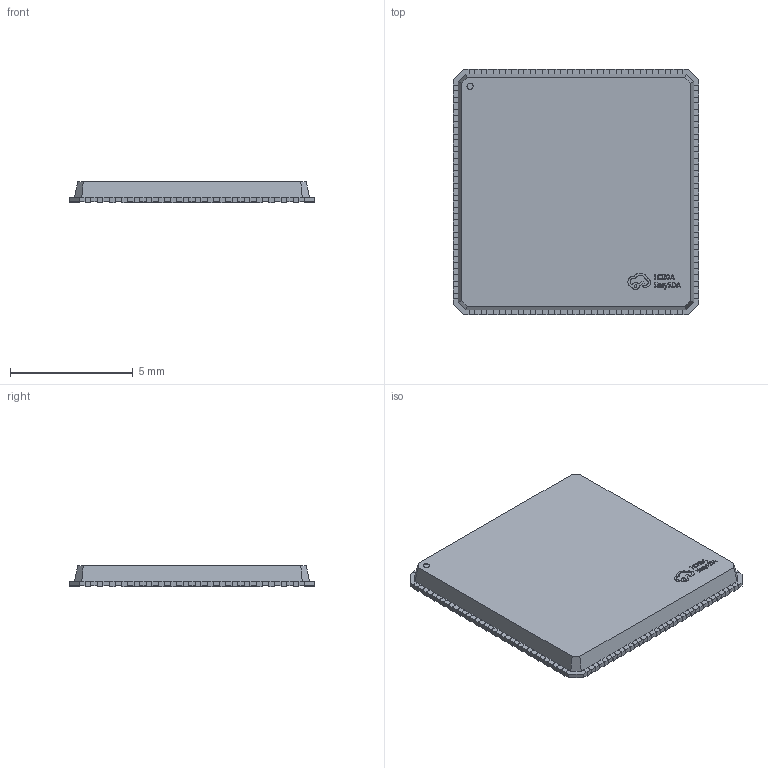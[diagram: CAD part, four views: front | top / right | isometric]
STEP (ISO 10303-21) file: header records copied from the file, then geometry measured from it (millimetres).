
FILE_DESCRIPTION (( 'STEP AP214' ), '1' );
FILE_NAME ('LFCSP-72_L10.0-W10.0-P0.50-LS10.2-BL-EP5.3.step', '2022-06-21T05:51:51', ( '' ), ( '' ), 'SwSTEP 2.0', 'SolidWorks 2020', '' );
FILE_SCHEMA (( 'AUTOMOTIVE_DESIGN' ));
Length unit declared in the file: millimetre
Products named in the file (1): LFCSP-72_L10.0-W10.0-P0.50-LS10.2-BL-EP5.3
Bounding box: 10.02 x 10.02 x 0.86 mm (x, y, z)
Volume: 76.1 mm3; surface area: 230 mm2
Topology: 1 solids, 1 shells, 905 faces, 2625 edges, 1750 vertices
Faces by surface type: plane 700, bspline 112, cylinder 93
Entity records: 40666 total; most frequent: CARTESIAN_POINT 7385, ORIENTED_EDGE 5250, DIRECTION 4171, EDGE_CURVE 2625, LINE 2211, VECTOR 2211, VERTEX_POINT 1750, AXIS2_PLACEMENT_3D 980
